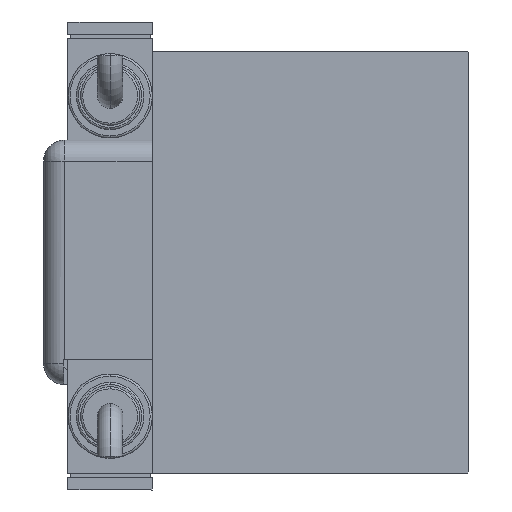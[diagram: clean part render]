
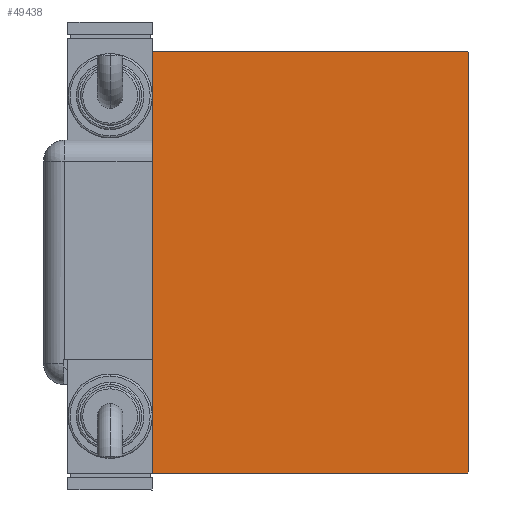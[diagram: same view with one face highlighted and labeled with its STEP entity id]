
A CAD part, left-side view. The second image highlights one B-rep face of the part: STEP entity #49438.
In plain terms, the highlighted face is planar.
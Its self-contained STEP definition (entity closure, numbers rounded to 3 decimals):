
#1143 = LINE ( 'NONE', #56224, #49819 ) ;
#2281 = LINE ( 'NONE', #43206, #17185 ) ;
#2620 = ORIENTED_EDGE ( 'NONE', *, *, #27827, .T. ) ;
#5398 = VECTOR ( 'NONE', #47463, 1000. ) ;
#6029 = VERTEX_POINT ( 'NONE', #31271 ) ;
#8017 = LINE ( 'NONE', #49533, #47595 ) ;
#8921 = CARTESIAN_POINT ( 'NONE',  ( 153., -37.2, 50. ) ) ;
#9605 = DIRECTION ( 'NONE',  ( 0., -1., 0. ) ) ;
#9880 = DIRECTION ( 'NONE',  ( 0., 1., 0. ) ) ;
#9968 = CARTESIAN_POINT ( 'NONE',  ( 153., -37.2, -50. ) ) ;
#10186 = LINE ( 'NONE', #51100, #58148 ) ;
#10642 = EDGE_CURVE ( 'NONE', #26190, #15406, #10186, .T. ) ;
#10803 = CARTESIAN_POINT ( 'NONE',  ( 153., -37.5, 49.7 ) ) ;
#10864 = VERTEX_POINT ( 'NONE', #8921 ) ;
#11222 = DIRECTION ( 'NONE',  ( 1., 0., 0. ) ) ;
#15406 = VERTEX_POINT ( 'NONE', #33916 ) ;
#15485 = EDGE_CURVE ( 'NONE', #53225, #52780, #8017, .T. ) ;
#15566 = DIRECTION ( 'NONE',  ( 0., 0.707, 0.707 ) ) ;
#15569 = LINE ( 'NONE', #52277, #5398 ) ;
#16629 = CARTESIAN_POINT ( 'NONE',  ( 153., 37.5, -50. ) ) ;
#17111 = EDGE_CURVE ( 'NONE', #52780, #26190, #15569, .T. ) ;
#17115 = CARTESIAN_POINT ( 'NONE',  ( 153., 37.2, 50. ) ) ;
#17185 = VECTOR ( 'NONE', #38121, 1000. ) ;
#21315 = ORIENTED_EDGE ( 'NONE', *, *, #58476, .T. ) ;
#22726 = ORIENTED_EDGE ( 'NONE', *, *, #10642, .T. ) ;
#23011 = CARTESIAN_POINT ( 'NONE',  ( 153., 37.5, -49.7 ) ) ;
#25054 = LINE ( 'NONE', #16629, #57475 ) ;
#25719 = ORIENTED_EDGE ( 'NONE', *, *, #27033, .T. ) ;
#26190 = VERTEX_POINT ( 'NONE', #9968 ) ;
#27033 = EDGE_CURVE ( 'NONE', #31749, #6029, #25054, .T. ) ;
#27483 = EDGE_CURVE ( 'NONE', #15406, #31749, #1143, .T. ) ;
#27827 = EDGE_CURVE ( 'NONE', #10864, #53225, #2281, .T. ) ;
#30009 = DIRECTION ( 'NONE',  ( 0., -0.707, 0.707 ) ) ;
#30244 = EDGE_LOOP ( 'NONE', ( #22726, #30503, #25719, #51042, #21315, #2620, #46517, #30478 ) ) ;
#30478 = ORIENTED_EDGE ( 'NONE', *, *, #17111, .T. ) ;
#30503 = ORIENTED_EDGE ( 'NONE', *, *, #27483, .T. ) ;
#30883 = DIRECTION ( 'NONE',  ( 0., 0., -1. ) ) ;
#31271 = CARTESIAN_POINT ( 'NONE',  ( 153., 37.5, 49.7 ) ) ;
#31749 = VERTEX_POINT ( 'NONE', #23011 ) ;
#33916 = CARTESIAN_POINT ( 'NONE',  ( 153., 37.2, -50. ) ) ;
#34196 = EDGE_CURVE ( 'NONE', #6029, #54176, #45857, .T. ) ;
#34374 = DIRECTION ( 'NONE',  ( 0., 0., 1. ) ) ;
#34525 = CARTESIAN_POINT ( 'NONE',  ( 153., 43.6, 43.6 ) ) ;
#35590 = AXIS2_PLACEMENT_3D ( 'NONE', #48821, #11222, #57278 ) ;
#38121 = DIRECTION ( 'NONE',  ( 0., -0.707, -0.707 ) ) ;
#38619 = FACE_OUTER_BOUND ( 'NONE', #30244, .T. ) ;
#41497 = LINE ( 'NONE', #50814, #48422 ) ;
#43206 = CARTESIAN_POINT ( 'NONE',  ( 153., -43.6, 43.6 ) ) ;
#44915 = CARTESIAN_POINT ( 'NONE',  ( 153., -37.5, -49.7 ) ) ;
#45857 = LINE ( 'NONE', #34525, #52996 ) ;
#46517 = ORIENTED_EDGE ( 'NONE', *, *, #15485, .T. ) ;
#47463 = DIRECTION ( 'NONE',  ( 0., 0.707, -0.707 ) ) ;
#47595 = VECTOR ( 'NONE', #30883, 1000. ) ;
#48422 = VECTOR ( 'NONE', #9605, 1000. ) ;
#48821 = CARTESIAN_POINT ( 'NONE',  ( 153., 0., 0. ) ) ;
#49438 = ADVANCED_FACE ( 'NONE', ( #38619 ), #52462, .T. ) ;
#49533 = CARTESIAN_POINT ( 'NONE',  ( 153., -37.5, 50. ) ) ;
#49819 = VECTOR ( 'NONE', #15566, 1000. ) ;
#50814 = CARTESIAN_POINT ( 'NONE',  ( 153., 37.5, 50. ) ) ;
#51042 = ORIENTED_EDGE ( 'NONE', *, *, #34196, .T. ) ;
#51100 = CARTESIAN_POINT ( 'NONE',  ( 153., -37.5, -50. ) ) ;
#52277 = CARTESIAN_POINT ( 'NONE',  ( 153., -43.6, -43.6 ) ) ;
#52462 = PLANE ( 'NONE',  #35590 ) ;
#52780 = VERTEX_POINT ( 'NONE', #44915 ) ;
#52996 = VECTOR ( 'NONE', #30009, 1000. ) ;
#53225 = VERTEX_POINT ( 'NONE', #10803 ) ;
#54176 = VERTEX_POINT ( 'NONE', #17115 ) ;
#56224 = CARTESIAN_POINT ( 'NONE',  ( 153., 43.6, -43.6 ) ) ;
#57278 = DIRECTION ( 'NONE',  ( 0., 0., -1. ) ) ;
#57475 = VECTOR ( 'NONE', #34374, 1000. ) ;
#58148 = VECTOR ( 'NONE', #9880, 1000. ) ;
#58476 = EDGE_CURVE ( 'NONE', #54176, #10864, #41497, .T. ) ;
